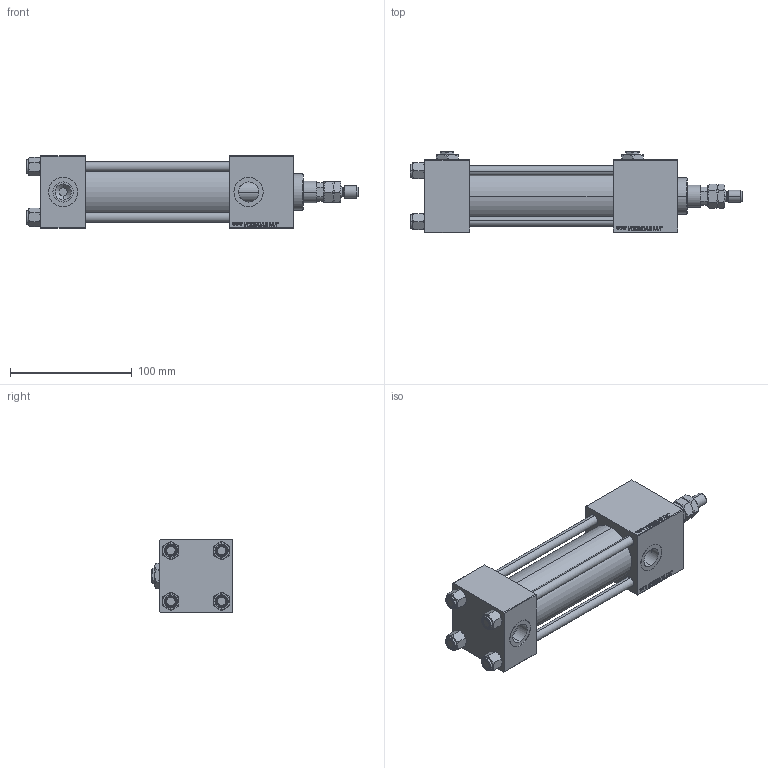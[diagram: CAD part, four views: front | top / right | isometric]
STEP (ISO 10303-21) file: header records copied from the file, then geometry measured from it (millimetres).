
FILE_DESCRIPTION (( 'STEP AP203' ), '1' );
FILE_NAME ('5061.STEP', '2025-02-03T05:37:28', ( '' ), ( '' ), 'SwSTEP 2.0', 'SolidWorks 2019', '' );
FILE_SCHEMA (( 'CONFIG_CONTROL_DESIGN' ));
Length unit declared in the file: millimetre
Products named in the file (8): V215_VC_A f396e403d8be8a877fea0852a40f5579; Zatka_pro_OIL_PORT f396e403d8be8a877fea0852a40f5579; V215CR_C_Body f396e403d8be8a877fea0852a40f5579; V215CR_VCP_C f396e403d8be8a877fea0852a40f5579; V215CR_C_TYCINKA f396e403d8be8a877fea0852a40f5579; NUT_M5_C f396e403d8be8a877fea0852a40f5579; 5061; MTA f396e403d8be8a877fea0852a40f5579
Assembly tree (14 placements, depth 2):
  5061
    V215CR_C_Body f396e403d8be8a877fea0852a40f5579
    V215CR_VCP_C f396e403d8be8a877fea0852a40f5579
    NUT_M5_C f396e403d8be8a877fea0852a40f5579  x4
    V215CR_C_TYCINKA f396e403d8be8a877fea0852a40f5579  x4
    V215_VC_A f396e403d8be8a877fea0852a40f5579
    MTA f396e403d8be8a877fea0852a40f5579
    Zatka_pro_OIL_PORT f396e403d8be8a877fea0852a40f5579  x2
Bounding box: 273 x 67 x 60 mm (x, y, z)
Volume: 454975.1 mm3; surface area: 135708.7 mm2
Topology: 14 solids, 14 shells, 1299 faces, 3210 edges, 2061 vertices
Faces by surface type: plane 589, bspline 392, cone 206, cylinder 102, torus 10
Entity records: 53854 total; most frequent: CARTESIAN_POINT 28258, ORIENTED_EDGE 5720, DIRECTION 3746, EDGE_CURVE 2860, VERTEX_POINT 1859, LINE 1660, VECTOR 1660, EDGE_LOOP 1273
